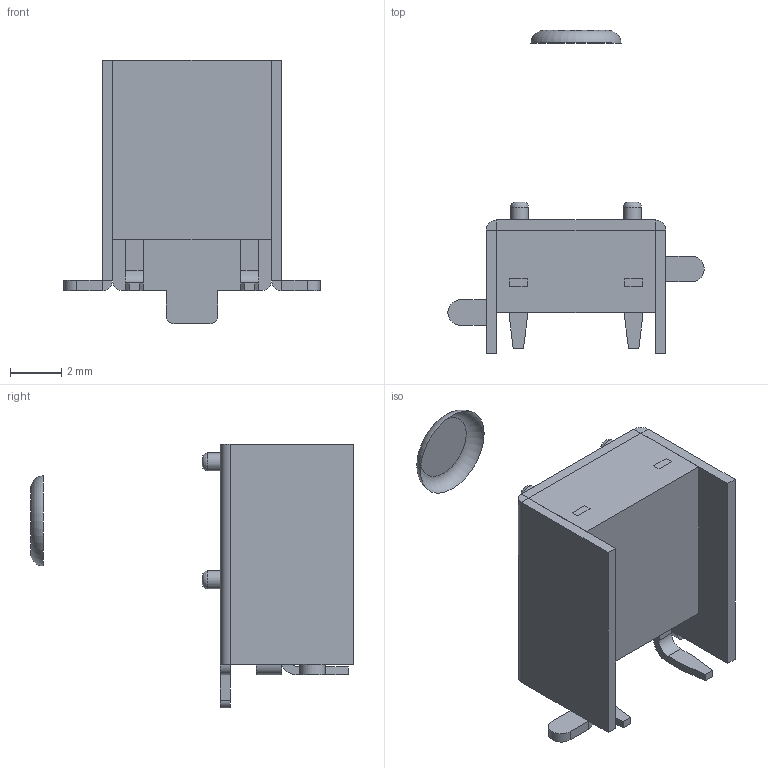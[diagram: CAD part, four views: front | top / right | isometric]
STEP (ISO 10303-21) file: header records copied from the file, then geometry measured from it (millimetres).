
FILE_DESCRIPTION(('FreeCAD Model'),'2;1');
FILE_NAME('ST10CD-A14B3.step','2020-08-20T15:42:05',('kicad StepUp'),('ksu MCAD'), 'Open CASCADE STEP processor 7.4','FreeCAD','Unknown');
FILE_SCHEMA(('AUTOMOTIVE_DESIGN { 1 0 10303 214 1 1 1 1 }'));
Length unit declared in the file: millimetre
Products named in the file (1): ST10CD-A14B3
Bounding box: 10 x 12.6 x 10.3 mm (x, y, z)
Volume: 277.2 mm3; surface area: 642.2 mm2
Topology: 4 solids, 4 shells, 104 faces, 241 edges, 150 vertices
Faces by surface type: plane 75, cylinder 23, revolution 4, cone 1, torus 1
Full cylindrical faces by diameter (mm): 0.7 x4, 0.8 x4, 3.8 x1
Entity records: 3012 total; most frequent: CARTESIAN_POINT 560, DIRECTION 490, ORIENTED_EDGE 482, EDGE_CURVE 241, LINE 168, VECTOR 168, AXIS2_PLACEMENT_3D 159, VERTEX_POINT 150
